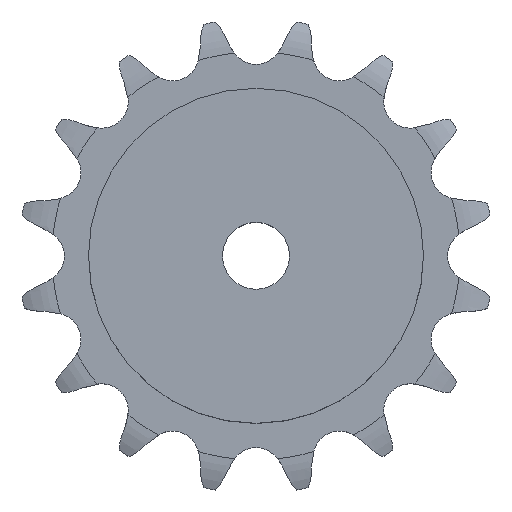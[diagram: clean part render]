
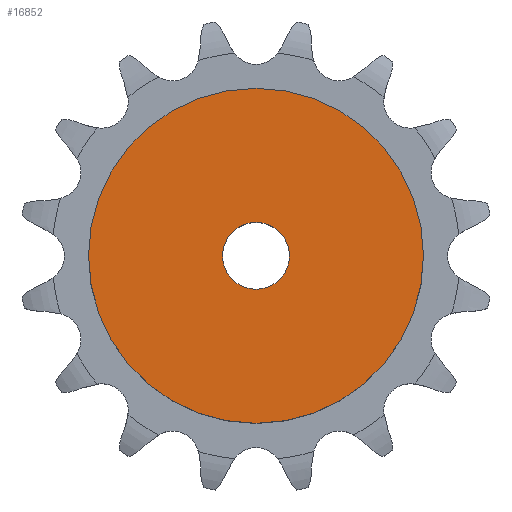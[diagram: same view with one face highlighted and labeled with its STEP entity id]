
A CAD part, top view. The second image highlights one B-rep face of the part: STEP entity #16852.
In plain terms, the highlighted planar face has unit normal (0, 0, 1).
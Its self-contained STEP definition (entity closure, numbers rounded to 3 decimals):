
#3300 = CYLINDRICAL_SURFACE('',#3301,25.);
#3301 = AXIS2_PLACEMENT_3D('',#3302,#3303,#3304);
#3302 = CARTESIAN_POINT('',(0.,0.,0.));
#3303 = DIRECTION('',(-0.,-0.,-1.));
#3304 = DIRECTION('',(1.,0.,0.));
#12661 = VERTEX_POINT('',#12662);
#12662 = CARTESIAN_POINT('',(25.,0.,18.));
#12683 = EDGE_CURVE('',#12661,#12661,#12684,.T.);
#12684 = SURFACE_CURVE('',#12685,(#12690,#12697),.PCURVE_S1.);
#12685 = CIRCLE('',#12686,25.);
#12686 = AXIS2_PLACEMENT_3D('',#12687,#12688,#12689);
#12687 = CARTESIAN_POINT('',(0.,0.,18.));
#12688 = DIRECTION('',(0.,0.,1.));
#12689 = DIRECTION('',(1.,0.,0.));
#12690 = PCURVE('',#3300,#12691);
#12691 = DEFINITIONAL_REPRESENTATION('',(#12692),#12696);
#12692 = LINE('',#12693,#12694);
#12693 = CARTESIAN_POINT('',(-0.,-18.));
#12694 = VECTOR('',#12695,1.);
#12695 = DIRECTION('',(-1.,0.));
#12696 = ( GEOMETRIC_REPRESENTATION_CONTEXT(2) 
PARAMETRIC_REPRESENTATION_CONTEXT() REPRESENTATION_CONTEXT('2D SPACE',''
  ) );
#12697 = PCURVE('',#12698,#12703);
#12698 = PLANE('',#12699);
#12699 = AXIS2_PLACEMENT_3D('',#12700,#12701,#12702);
#12700 = CARTESIAN_POINT('',(0.,0.,18.)
  );
#12701 = DIRECTION('',(0.,0.,1.));
#12702 = DIRECTION('',(1.,0.,0.));
#12703 = DEFINITIONAL_REPRESENTATION('',(#12704),#12708);
#12704 = CIRCLE('',#12705,25.);
#12705 = AXIS2_PLACEMENT_2D('',#12706,#12707);
#12706 = CARTESIAN_POINT('',(0.,0.));
#12707 = DIRECTION('',(1.,0.));
#12708 = ( GEOMETRIC_REPRESENTATION_CONTEXT(2) 
PARAMETRIC_REPRESENTATION_CONTEXT() REPRESENTATION_CONTEXT('2D SPACE',''
  ) );
#15116 = CYLINDRICAL_SURFACE('',#15117,5.);
#15117 = AXIS2_PLACEMENT_3D('',#15118,#15119,#15120);
#15118 = CARTESIAN_POINT('',(0.,0.,114.774));
#15119 = DIRECTION('',(0.,0.,1.));
#15120 = DIRECTION('',(1.,0.,0.));
#16852 = ADVANCED_FACE('',(#16853,#16856),#12698,.T.);
#16853 = FACE_BOUND('',#16854,.T.);
#16854 = EDGE_LOOP('',(#16855));
#16855 = ORIENTED_EDGE('',*,*,#12683,.T.);
#16856 = FACE_BOUND('',#16857,.T.);
#16857 = EDGE_LOOP('',(#16858));
#16858 = ORIENTED_EDGE('',*,*,#16859,.F.);
#16859 = EDGE_CURVE('',#16860,#16860,#16862,.T.);
#16860 = VERTEX_POINT('',#16861);
#16861 = CARTESIAN_POINT('',(5.,0.,18.));
#16862 = SURFACE_CURVE('',#16863,(#16868,#16875),.PCURVE_S1.);
#16863 = CIRCLE('',#16864,5.);
#16864 = AXIS2_PLACEMENT_3D('',#16865,#16866,#16867);
#16865 = CARTESIAN_POINT('',(0.,0.,18.));
#16866 = DIRECTION('',(0.,0.,1.));
#16867 = DIRECTION('',(1.,0.,0.));
#16868 = PCURVE('',#12698,#16869);
#16869 = DEFINITIONAL_REPRESENTATION('',(#16870),#16874);
#16870 = CIRCLE('',#16871,5.);
#16871 = AXIS2_PLACEMENT_2D('',#16872,#16873);
#16872 = CARTESIAN_POINT('',(0.,0.));
#16873 = DIRECTION('',(1.,0.));
#16874 = ( GEOMETRIC_REPRESENTATION_CONTEXT(2) 
PARAMETRIC_REPRESENTATION_CONTEXT() REPRESENTATION_CONTEXT('2D SPACE',''
  ) );
#16875 = PCURVE('',#15116,#16876);
#16876 = DEFINITIONAL_REPRESENTATION('',(#16877),#16881);
#16877 = LINE('',#16878,#16879);
#16878 = CARTESIAN_POINT('',(0.,-96.774));
#16879 = VECTOR('',#16880,1.);
#16880 = DIRECTION('',(1.,0.));
#16881 = ( GEOMETRIC_REPRESENTATION_CONTEXT(2) 
PARAMETRIC_REPRESENTATION_CONTEXT() REPRESENTATION_CONTEXT('2D SPACE',''
  ) );
